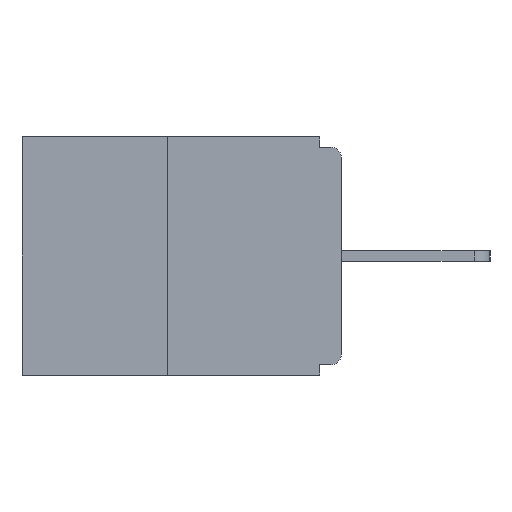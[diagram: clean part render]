
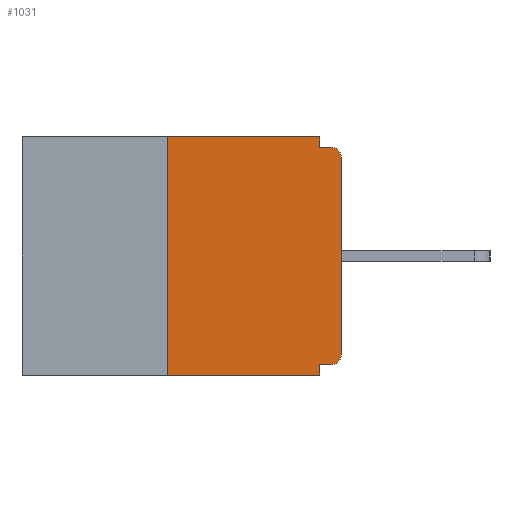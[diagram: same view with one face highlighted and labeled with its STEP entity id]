
A CAD part, left-side view. The second image highlights one B-rep face of the part: STEP entity #1031.
In plain terms, the highlighted planar face has unit normal (-1, 0, 0).
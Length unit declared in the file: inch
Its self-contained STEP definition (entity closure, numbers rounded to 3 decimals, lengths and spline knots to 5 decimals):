
#46 = FACE_OUTER_BOUND ( 'NONE', #9929, .T. ) ;
#580 = EDGE_CURVE ( 'NONE', #10946, #5749, #5107, .T. ) ;
#738 = CARTESIAN_POINT ( 'NONE',  ( 0., 0.25, -0.343 ) ) ;
#792 = DIRECTION ( 'NONE',  ( 0., -1., 0. ) ) ;
#931 = ORIENTED_EDGE ( 'NONE', *, *, #10529, .T. ) ;
#1031 = ADVANCED_FACE ( 'NONE', ( #46 ), #10288, .F. ) ;
#1090 = VERTEX_POINT ( 'NONE', #5100 ) ;
#1112 = DIRECTION ( 'NONE',  ( 0., 1., 0. ) ) ;
#1149 = VECTOR ( 'NONE', #8314, 39.37008 ) ;
#1540 = VERTEX_POINT ( 'NONE', #11024 ) ;
#1606 = VECTOR ( 'NONE', #10706, 39.37008 ) ;
#1740 = AXIS2_PLACEMENT_3D ( 'NONE', #10678, #11041, #10370 ) ;
#1803 = CARTESIAN_POINT ( 'NONE',  ( 0., 0.031, -0.343 ) ) ;
#1825 = EDGE_CURVE ( 'NONE', #10726, #3690, #9266, .T. ) ;
#1889 = ORIENTED_EDGE ( 'NONE', *, *, #2362, .F. ) ;
#1899 = VERTEX_POINT ( 'NONE', #10899 ) ;
#1983 = CARTESIAN_POINT ( 'NONE',  ( 0., 0., -0.03 ) ) ;
#2303 = LINE ( 'NONE', #1803, #1606 ) ;
#2345 = DIRECTION ( 'NONE',  ( 0., 0., -1. ) ) ;
#2362 = EDGE_CURVE ( 'NONE', #9087, #1090, #9128, .T. ) ;
#2553 = CARTESIAN_POINT ( 'NONE',  ( 0., 0.015, -0.328 ) ) ;
#2693 = DIRECTION ( 'NONE',  ( 0., 0., -1. ) ) ;
#2883 = DIRECTION ( 'NONE',  ( -1., 0., 0. ) ) ;
#3007 = CARTESIAN_POINT ( 'NONE',  ( 0., 0.25, 0. ) ) ;
#3041 = CARTESIAN_POINT ( 'NONE',  ( 0., 0.031, -0.343 ) ) ;
#3364 = CARTESIAN_POINT ( 'NONE',  ( 0., 0.46, -0.343 ) ) ;
#3601 = VECTOR ( 'NONE', #792, 39.37008 ) ;
#3619 = CARTESIAN_POINT ( 'NONE',  ( 0., 0.031, 0. ) ) ;
#3674 = EDGE_CURVE ( 'NONE', #10726, #10946, #10068, .T. ) ;
#3690 = VERTEX_POINT ( 'NONE', #3041 ) ;
#3712 = ORIENTED_EDGE ( 'NONE', *, *, #7666, .T. ) ;
#3827 = ORIENTED_EDGE ( 'NONE', *, *, #3874, .F. ) ;
#3874 = EDGE_CURVE ( 'NONE', #5749, #1899, #6696, .T. ) ;
#3922 = CIRCLE ( 'NONE', #10623, 0.015 ) ;
#3974 = CARTESIAN_POINT ( 'NONE',  ( 0., 0., -0.313 ) ) ;
#4205 = CARTESIAN_POINT ( 'NONE',  ( 0., 0.031, 0. ) ) ;
#4302 = VECTOR ( 'NONE', #7104, 39.37008 ) ;
#4321 = EDGE_CURVE ( 'NONE', #1090, #3690, #2303, .T. ) ;
#4347 = CARTESIAN_POINT ( 'NONE',  ( 0., 0., -0.328 ) ) ;
#4635 = ORIENTED_EDGE ( 'NONE', *, *, #1825, .T. ) ;
#4718 = DIRECTION ( 'NONE',  ( 0., 0., -1. ) ) ;
#4795 = CARTESIAN_POINT ( 'NONE',  ( 0., 0.015, -0.313 ) ) ;
#4893 = CARTESIAN_POINT ( 'NONE',  ( 0., 0., 0. ) ) ;
#5034 = VERTEX_POINT ( 'NONE', #1983 ) ;
#5100 = CARTESIAN_POINT ( 'NONE',  ( 0., 0.031, -0.328 ) ) ;
#5107 = LINE ( 'NONE', #7717, #3601 ) ;
#5229 = CARTESIAN_POINT ( 'NONE',  ( 0., 0., -0.015 ) ) ;
#5646 = VECTOR ( 'NONE', #7699, 39.37008 ) ;
#5734 = CARTESIAN_POINT ( 'NONE',  ( 0., 0.46, 0. ) ) ;
#5749 = VERTEX_POINT ( 'NONE', #4205 ) ;
#6696 = LINE ( 'NONE', #3619, #9903 ) ;
#6748 = VECTOR ( 'NONE', #1112, 39.37008 ) ;
#6787 = LINE ( 'NONE', #4893, #1149 ) ;
#7104 = DIRECTION ( 'NONE',  ( 0., -1., 0. ) ) ;
#7341 = EDGE_CURVE ( 'NONE', #1899, #1540, #8882, .T. ) ;
#7518 = ORIENTED_EDGE ( 'NONE', *, *, #4321, .F. ) ;
#7593 = DIRECTION ( 'NONE',  ( 1., 0., 0. ) ) ;
#7666 = EDGE_CURVE ( 'NONE', #7683, #5034, #6787, .T. ) ;
#7683 = VERTEX_POINT ( 'NONE', #3974 ) ;
#7699 = DIRECTION ( 'NONE',  ( 0., -1., 0. ) ) ;
#7717 = CARTESIAN_POINT ( 'NONE',  ( 0., 0.46, 0. ) ) ;
#8314 = DIRECTION ( 'NONE',  ( 0., 0., 1. ) ) ;
#8325 = CARTESIAN_POINT ( 'NONE',  ( 0., 0.25, 0. ) ) ;
#8646 = CIRCLE ( 'NONE', #1740, 0.015 ) ;
#8882 = LINE ( 'NONE', #5229, #4302 ) ;
#9082 = VECTOR ( 'NONE', #9185, 39.37008 ) ;
#9087 = VERTEX_POINT ( 'NONE', #2553 ) ;
#9128 = LINE ( 'NONE', #4347, #6748 ) ;
#9185 = DIRECTION ( 'NONE',  ( 0., 0., 1. ) ) ;
#9266 = LINE ( 'NONE', #3364, #5646 ) ;
#9596 = AXIS2_PLACEMENT_3D ( 'NONE', #5734, #7593, #2345 ) ;
#9773 = ORIENTED_EDGE ( 'NONE', *, *, #580, .F. ) ;
#9903 = VECTOR ( 'NONE', #2693, 39.37008 ) ;
#9929 = EDGE_LOOP ( 'NONE', ( #9773, #11333, #4635, #7518, #1889, #10903, #3712, #931, #11016, #3827 ) ) ;
#10068 = LINE ( 'NONE', #8325, #9082 ) ;
#10288 = PLANE ( 'NONE',  #9596 ) ;
#10370 = DIRECTION ( 'NONE',  ( 0., 0., -1. ) ) ;
#10529 = EDGE_CURVE ( 'NONE', #5034, #1540, #8646, .T. ) ;
#10623 = AXIS2_PLACEMENT_3D ( 'NONE', #4795, #2883, #4718 ) ;
#10678 = CARTESIAN_POINT ( 'NONE',  ( 0., 0.015, -0.03 ) ) ;
#10706 = DIRECTION ( 'NONE',  ( 0., 0., -1. ) ) ;
#10726 = VERTEX_POINT ( 'NONE', #738 ) ;
#10899 = CARTESIAN_POINT ( 'NONE',  ( 0., 0.031, -0.015 ) ) ;
#10903 = ORIENTED_EDGE ( 'NONE', *, *, #11040, .T. ) ;
#10946 = VERTEX_POINT ( 'NONE', #3007 ) ;
#11016 = ORIENTED_EDGE ( 'NONE', *, *, #7341, .F. ) ;
#11024 = CARTESIAN_POINT ( 'NONE',  ( 0., 0.015, -0.015 ) ) ;
#11040 = EDGE_CURVE ( 'NONE', #9087, #7683, #3922, .T. ) ;
#11041 = DIRECTION ( 'NONE',  ( -1., 0., 0. ) ) ;
#11333 = ORIENTED_EDGE ( 'NONE', *, *, #3674, .F. ) ;
